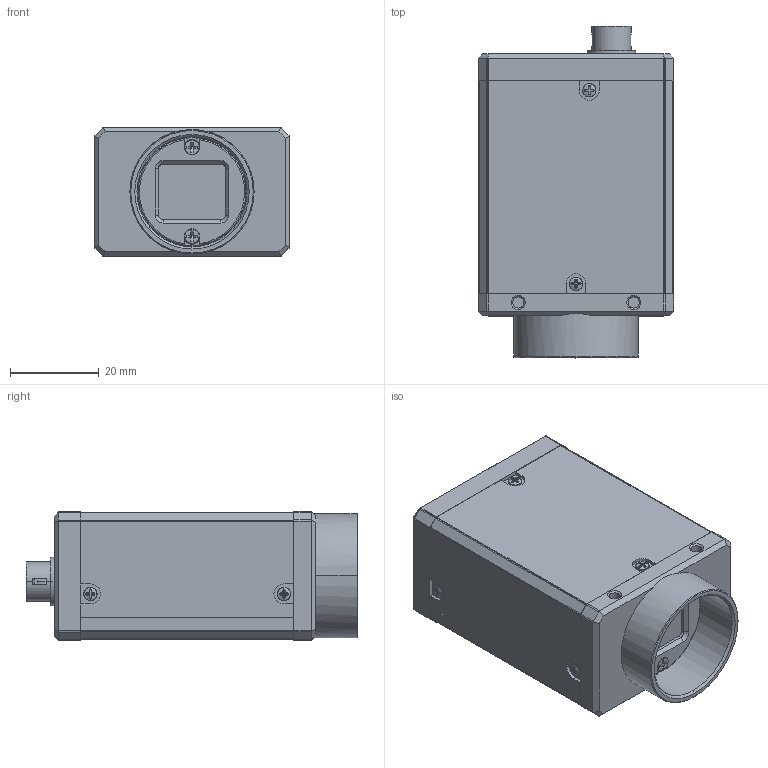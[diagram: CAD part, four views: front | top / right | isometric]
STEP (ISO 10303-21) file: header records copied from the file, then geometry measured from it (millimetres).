
FILE_DESCRIPTION(('STEP AP214'),'1');
FILE_NAME('CS_type-3(USB).stp','2022-12-02T09:31:43',(' '),(' '),'Spatial InterOp 3D',' ',' ');
FILE_SCHEMA(('AUTOMOTIVE_DESIGN { 1 0 10303 214 1 1 1 1 }'));
Length unit declared in the file: metre
Products named in the file (2): CS_type-3(USB); Component1
Assembly tree (1 placements, depth 2):
  CS_type-3(USB)
    Component1
Bounding box: 44 x 74.76 x 29.1 mm (x, y, z)
Volume: 72088.7 mm3; surface area: 21979 mm2
Topology: 1 solids, 4 shells, 1658 faces, 4551 edges, 2906 vertices
Faces by surface type: plane 735, cylinder 535, torus 198, bspline 124, cone 46, sphere 20
Entity records: 60787 total; most frequent: CARTESIAN_POINT 18005, DIRECTION 9211, ORIENTED_EDGE 9094, EDGE_CURVE 4547, AXIS2_PLACEMENT_3D 3422, VERTEX_POINT 2906, LINE 2367, VECTOR 2367
